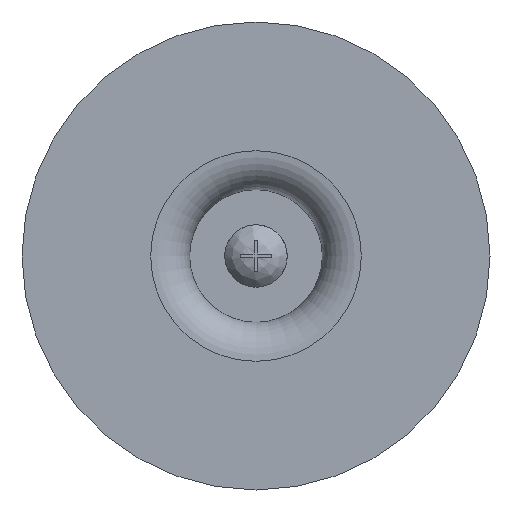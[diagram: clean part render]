
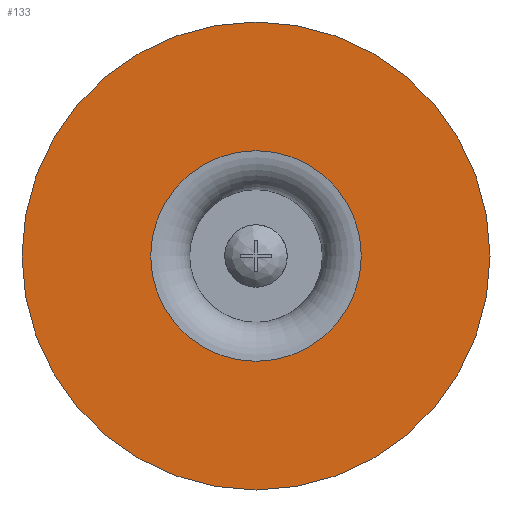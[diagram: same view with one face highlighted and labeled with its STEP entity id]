
A CAD part, front view. The second image highlights one B-rep face of the part: STEP entity #133.
In plain terms, the highlighted planar face has unit normal (0, -1, 0).
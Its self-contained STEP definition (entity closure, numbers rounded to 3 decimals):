
#133 = ADVANCED_FACE( '', ( #281, #282 ), #283, .F. );
#281 = FACE_BOUND( '', #470, .T. );
#282 = FACE_OUTER_BOUND( '', #471, .T. );
#283 = PLANE( '', #472 );
#470 = EDGE_LOOP( '', ( #763 ) );
#471 = EDGE_LOOP( '', ( #764 ) );
#472 = AXIS2_PLACEMENT_3D( '', #765, #766, #767 );
#763 = ORIENTED_EDGE( '', *, *, #891, .F. );
#764 = ORIENTED_EDGE( '', *, *, #977, .T. );
#765 = CARTESIAN_POINT( '', ( 30., 0., 0. ) );
#766 = DIRECTION( '', ( 0., 1., 0. ) );
#767 = DIRECTION( '', ( 0., 0., 1. ) );
#891 = EDGE_CURVE( '', #1041, #1041, #1042, .T. );
#977 = EDGE_CURVE( '', #1169, #1169, #1170, .T. );
#1041 = VERTEX_POINT( '', #1264 );
#1042 = CIRCLE( '', #1265, 13.5 );
#1169 = VERTEX_POINT( '', #1542 );
#1170 = CIRCLE( '', #1543, 30. );
#1264 = CARTESIAN_POINT( '', ( 0., 0., -13.5 ) );
#1265 = AXIS2_PLACEMENT_3D( '', #1604, #1605, #1606 );
#1542 = CARTESIAN_POINT( '', ( 0., 0., -30. ) );
#1543 = AXIS2_PLACEMENT_3D( '', #1678, #1679, #1680 );
#1604 = CARTESIAN_POINT( '', ( 0., 0., 0. ) );
#1605 = DIRECTION( '', ( 0., -1., 0. ) );
#1606 = DIRECTION( '', ( 0., 0., -1. ) );
#1678 = CARTESIAN_POINT( '', ( 0., 0., 0. ) );
#1679 = DIRECTION( '', ( 0., -1., 0. ) );
#1680 = DIRECTION( '', ( 0., 0., -1. ) );
